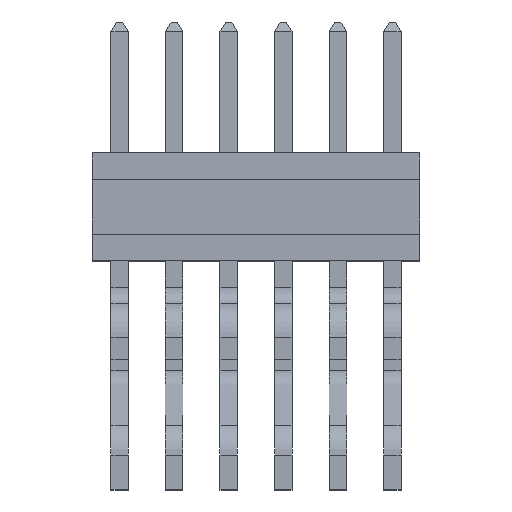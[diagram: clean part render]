
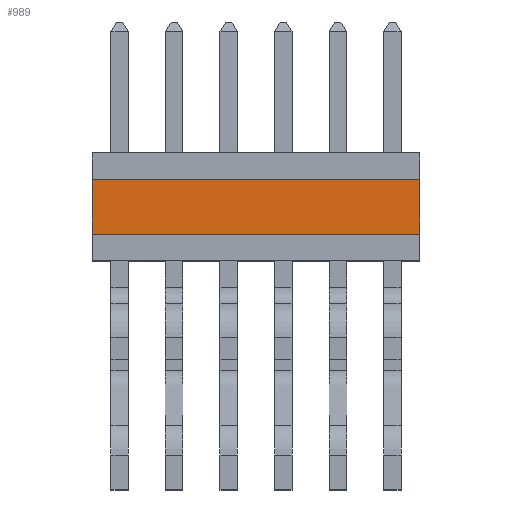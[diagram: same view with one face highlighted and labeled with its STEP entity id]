
A CAD part, top view. The second image highlights one B-rep face of the part: STEP entity #989.
In plain terms, the highlighted planar face has unit normal (0, 0, 1).
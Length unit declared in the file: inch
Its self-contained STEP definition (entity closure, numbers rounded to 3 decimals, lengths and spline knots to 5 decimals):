
#989 = ADVANCED_FACE( '', ( #1980 ), #1981, .F. );
#1980 = FACE_OUTER_BOUND( '', #2966, .T. );
#1981 = PLANE( '', #2967 );
#2966 = EDGE_LOOP( '', ( #5877, #5878, #5879, #5880 ) );
#2967 = AXIS2_PLACEMENT_3D( '', #5881, #5882, #5883 );
#5877 = ORIENTED_EDGE( '', *, *, #6459, .T. );
#5878 = ORIENTED_EDGE( '', *, *, #6528, .F. );
#5879 = ORIENTED_EDGE( '', *, *, #7184, .F. );
#5880 = ORIENTED_EDGE( '', *, *, #7235, .T. );
#5881 = CARTESIAN_POINT( '', ( 0.15, 0.0745, 0.0575 ) );
#5882 = DIRECTION( '', ( 0., 0., -1. ) );
#5883 = DIRECTION( '', ( -1., 0., 0. ) );
#6459 = EDGE_CURVE( '', #7955, #7953, #7956, .T. );
#6528 = EDGE_CURVE( '', #8060, #7953, #8062, .T. );
#7184 = EDGE_CURVE( '', #8947, #8060, #8949, .T. );
#7235 = EDGE_CURVE( '', #8947, #7955, #9005, .T. );
#7953 = VERTEX_POINT( '', #10014 );
#7955 = VERTEX_POINT( '', #10017 );
#7956 = LINE( '', #10018, #10019 );
#8060 = VERTEX_POINT( '', #10168 );
#8062 = LINE( '', #10171, #10172 );
#8947 = VERTEX_POINT( '', #11474 );
#8949 = LINE( '', #11477, #11478 );
#9005 = LINE( '', #11557, #11558 );
#10014 = CARTESIAN_POINT( '', ( -0.15, 0.0245, 0.0575 ) );
#10017 = CARTESIAN_POINT( '', ( -0.15, 0.0745, 0.0575 ) );
#10018 = CARTESIAN_POINT( '', ( -0.15, 0.0745, 0.0575 ) );
#10019 = VECTOR( '', #11998, 39.37008 );
#10168 = CARTESIAN_POINT( '', ( 0.15, 0.0245, 0.0575 ) );
#10171 = CARTESIAN_POINT( '', ( 0.15, 0.0245, 0.0575 ) );
#10172 = VECTOR( '', #12069, 39.37008 );
#11474 = CARTESIAN_POINT( '', ( 0.15, 0.0745, 0.0575 ) );
#11477 = CARTESIAN_POINT( '', ( 0.15, 0.0745, 0.0575 ) );
#11478 = VECTOR( '', #12626, 39.37008 );
#11557 = CARTESIAN_POINT( '', ( 0.15, 0.0745, 0.0575 ) );
#11558 = VECTOR( '', #12656, 39.37008 );
#11998 = DIRECTION( '', ( 0., -1., 0. ) );
#12069 = DIRECTION( '', ( -1., 0., 0. ) );
#12626 = DIRECTION( '', ( 0., -1., 0. ) );
#12656 = DIRECTION( '', ( -1., 0., 0. ) );
